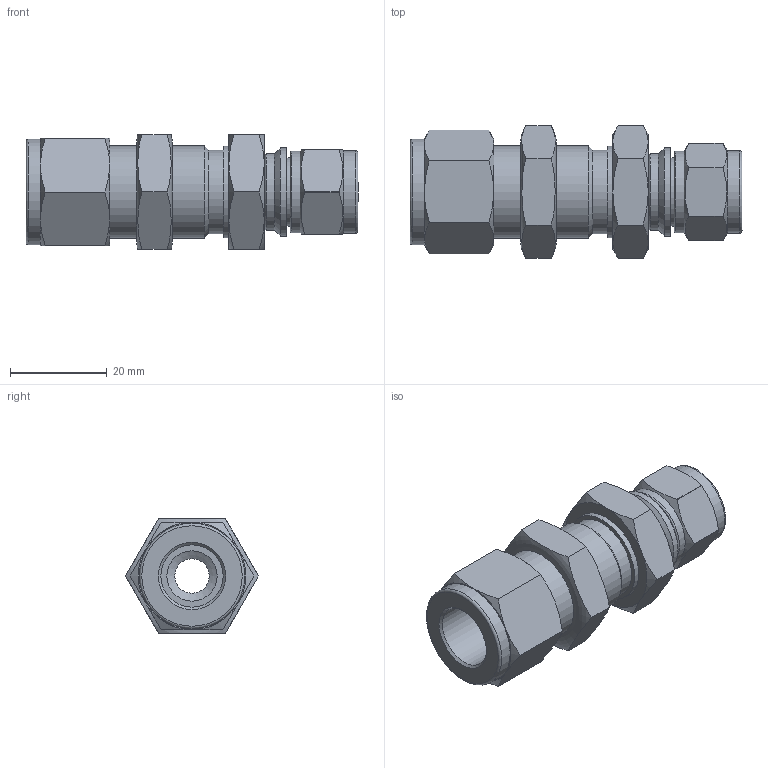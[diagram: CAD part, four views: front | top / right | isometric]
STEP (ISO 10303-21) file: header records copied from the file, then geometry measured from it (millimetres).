
FILE_DESCRIPTION(/* description */ (''),/* implementation_level */ '2;1');
FILE_NAME(/* name */ 'SBHRUI-8-6.stp',/* time_stamp */ '2022-04-22T10:35:09+09:00',/* author */ ('user'),/* organization */ (''),/* preprocessor_version */ 'ST-DEVELOPER v18.1',/* originating_system */ 'Autodesk Inventor 2022',/* authorisation */ '');
FILE_SCHEMA (('AUTOMOTIVE_DESIGN { 1 0 10303 214 3 1 1 }'));
Length unit declared in the file: millimetre
Products named in the file (1): SBHRUI-8-6
Bounding box: 68.71 x 27.48 x 23.8 mm (x, y, z)
Volume: 17985.6 mm3; surface area: 8894.3 mm2
Topology: 1 solids, 1 shells, 100 faces, 233 edges, 147 vertices
Faces by surface type: plane 38, cone 35, cylinder 22, torus 5
Full cylindrical faces by diameter (mm): 7.112 x1, 9.73 x1, 10.414 x1, 12.5 x1, 12.9 x1, 13.05 x1, 14.28 x1, 15.8 x1, 16.8 x1, 17 x1, 17.2 x1, 18.25 x1, 19 x1, 19.05 x2, 21.8 x1
Entity records: 2871 total; most frequent: CARTESIAN_POINT 668, ORIENTED_EDGE 466, DIRECTION 451, EDGE_CURVE 233, AXIS2_PLACEMENT_3D 191, VERTEX_POINT 147, EDGE_LOOP 114, FACE_OUTER_BOUND 100
